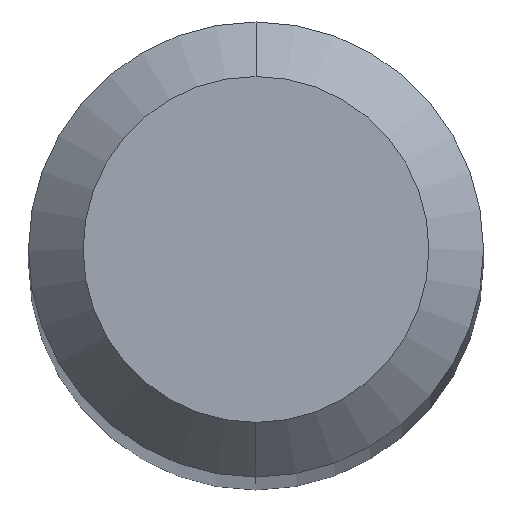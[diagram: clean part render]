
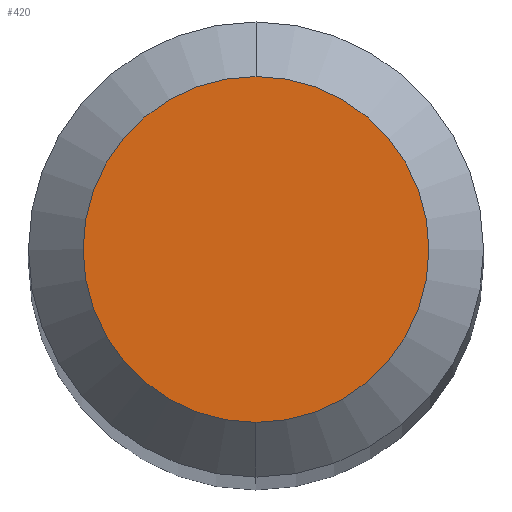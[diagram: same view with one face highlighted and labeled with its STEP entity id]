
A CAD part, top view. The second image highlights one B-rep face of the part: STEP entity #420.
In plain terms, the highlighted planar face has unit normal (0, 0, 1).
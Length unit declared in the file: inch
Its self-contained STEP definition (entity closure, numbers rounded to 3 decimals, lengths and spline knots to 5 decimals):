
#123 = CIRCLE ( 'NONE', #208, 0.0475 ) ;
#134 = EDGE_CURVE ( 'NONE', #488, #498, #390, .T. ) ;
#159 = CARTESIAN_POINT ( 'NONE',  ( 0., 0.0475, 0. ) ) ;
#197 = CARTESIAN_POINT ( 'NONE',  ( 0., 0., 0. ) ) ;
#208 = AXIS2_PLACEMENT_3D ( 'NONE', #197, #509, #313 ) ;
#211 = CARTESIAN_POINT ( 'NONE',  ( 0., 0., 0. ) ) ;
#252 = DIRECTION ( 'NONE',  ( 0., -1., 0. ) ) ;
#275 = DIRECTION ( 'NONE',  ( 0., 0., -1. ) ) ;
#278 = FACE_OUTER_BOUND ( 'NONE', #359, .T. ) ;
#281 = ORIENTED_EDGE ( 'NONE', *, *, #134, .T. ) ;
#285 = AXIS2_PLACEMENT_3D ( 'NONE', #309, #275, #356 ) ;
#309 = CARTESIAN_POINT ( 'NONE',  ( 0., 0.0475, 0. ) ) ;
#313 = DIRECTION ( 'NONE',  ( 0., -1., 0. ) ) ;
#356 = DIRECTION ( 'NONE',  ( 0., 1., 0. ) ) ;
#359 = EDGE_LOOP ( 'NONE', ( #281, #460 ) ) ;
#370 = DIRECTION ( 'NONE',  ( 0., 0., 1. ) ) ;
#390 = CIRCLE ( 'NONE', #438, 0.0475 ) ;
#420 = ADVANCED_FACE ( 'NONE', ( #278 ), #473, .F. ) ;
#438 = AXIS2_PLACEMENT_3D ( 'NONE', #211, #370, #252 ) ;
#452 = EDGE_CURVE ( 'NONE', #498, #488, #123, .T. ) ;
#460 = ORIENTED_EDGE ( 'NONE', *, *, #452, .T. ) ;
#473 = PLANE ( 'NONE',  #285 ) ;
#488 = VERTEX_POINT ( 'NONE', #159 ) ;
#498 = VERTEX_POINT ( 'NONE', #504 ) ;
#504 = CARTESIAN_POINT ( 'NONE',  ( 0., -0.0475, 0. ) ) ;
#509 = DIRECTION ( 'NONE',  ( 0., 0., 1. ) ) ;
